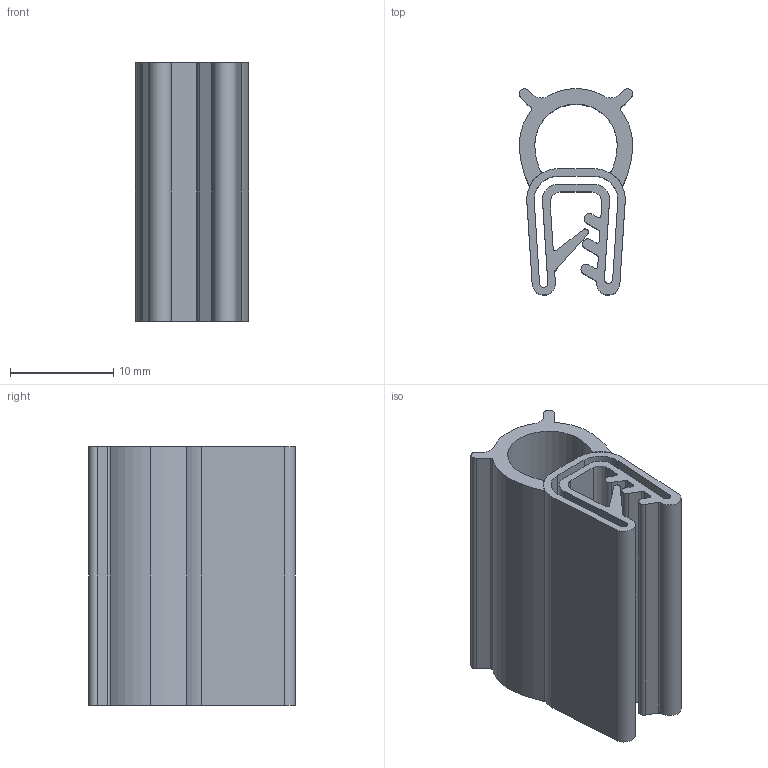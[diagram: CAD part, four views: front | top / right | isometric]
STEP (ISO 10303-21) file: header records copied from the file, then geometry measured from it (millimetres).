
FILE_DESCRIPTION( (''), '2;1');
FILE_NAME ('PC50.9904.TEM_1011_05_FR01_5658.stp','2021-03-16T09:35:06',(''),(''),'spGate 17.5.1','','');
FILE_SCHEMA (('AUTOMOTIVE_DESIGN'));
Length unit declared in the file: millimetre
Products named in the file (3): Assembly; TEM-1011-05-FR01_prt_M1; TEM-1011-05-FR01_prt_M2
Assembly tree (2 placements, depth 2):
  Assembly
    TEM-1011-05-FR01_prt_M1
    TEM-1011-05-FR01_prt_M2
Bounding box: 11 x 20 x 25 mm (x, y, z)
Volume: 2187.5 mm3; surface area: 4686.9 mm2
Topology: 2 solids, 2 shells, 75 faces, 213 edges, 142 vertices
Faces by surface type: cylinder 48, plane 27
Entity records: 4232 total; most frequent: DIRECTION 467, CARTESIAN_POINT 446, ORIENTED_EDGE 426, COLOUR_RGB 290, PRESENTATION_STYLE_ASSIGNMENT 290, STYLED_ITEM 290, EDGE_CURVE 213, DRAUGHTING_PRE_DEFINED_CURVE_FONT 213
